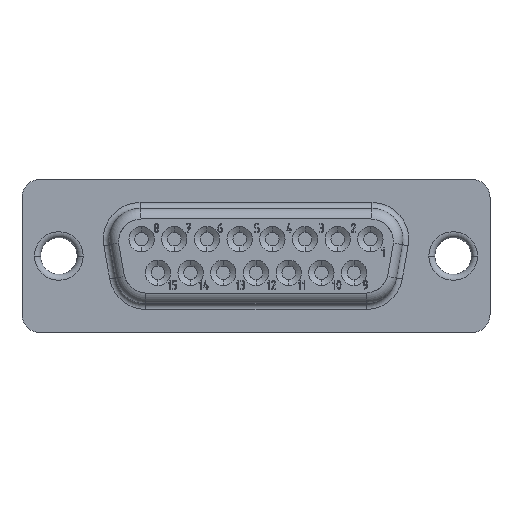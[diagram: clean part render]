
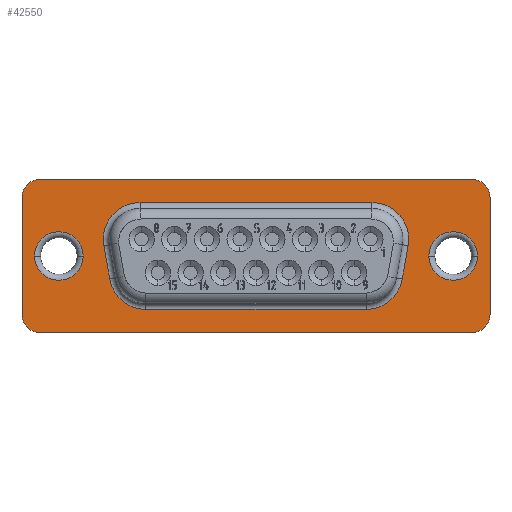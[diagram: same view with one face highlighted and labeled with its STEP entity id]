
A CAD part, front view. The second image highlights one B-rep face of the part: STEP entity #42550.
In plain terms, the highlighted face is planar.
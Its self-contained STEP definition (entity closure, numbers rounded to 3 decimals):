
#2830=CARTESIAN_POINT('',(-216.595,208.102,0.66));
#2840=DIRECTION('',(0.,0.,1.));
#2850=DIRECTION('',(-1.,0.,0.));
#2860=AXIS2_PLACEMENT_3D('',#2830,#2840,#2850);
#2870=PLANE('',#2860);
#9170=CARTESIAN_POINT('',(-210.971,216.137,0.66));
#9180=VERTEX_POINT('',#9170);
#9210=CARTESIAN_POINT('',(-194.125,216.137,0.66));
#9220=DIRECTION('',(1.,0.,0.));
#9230=VECTOR('',#9220,1.);
#9240=LINE('',#9210,#9230);
#9250=CARTESIAN_POINT('',(-220.901,216.137,0.66));
#9260=VERTEX_POINT('',#9250);
#9270=EDGE_CURVE('',#9260,#9180,#9240,.T.);
#10640=CARTESIAN_POINT('',(-209.471,214.637,0.66));
#10650=VERTEX_POINT('',#10640);
#10820=CARTESIAN_POINT('',(-209.471,178.117,0.66));
#10830=VERTEX_POINT('',#10820);
#10860=CARTESIAN_POINT('',(-209.471,175.246,
0.66));
#10870=DIRECTION('',(0.,-1.,0.));
#10880=VECTOR('',#10870,1.);
#10890=LINE('',#10860,#10880);
#10900=EDGE_CURVE('',#10650,#10830,#10890,.T.);
#16700=CARTESIAN_POINT('',(-220.901,214.637,0.66));
#16710=DIRECTION('',(0.,0.,1.));
#16720=DIRECTION('',(1.,0.,0.));
#16730=AXIS2_PLACEMENT_3D('',#16700,#16710,#16720);
#16740=CIRCLE('',#16730,1.5);
#16750=CARTESIAN_POINT('',(-222.401,214.637,0.66));
#16760=VERTEX_POINT('',#16750);
#16770=EDGE_CURVE('',#9260,#16760,#16740,.T.);
#17380=CARTESIAN_POINT('',(-222.401,178.117,0.66));
#17390=VERTEX_POINT('',#17380);
#17420=CARTESIAN_POINT('',(-220.901,178.117,0.66));
#17430=DIRECTION('',(0.,0.,-1.));
#17440=DIRECTION('',(-1.,0.,0.));
#17450=AXIS2_PLACEMENT_3D('',#17420,#17430,#17440);
#17460=CIRCLE('',#17450,1.5);
#17470=CARTESIAN_POINT('',(-220.901,176.617,0.66));
#17480=VERTEX_POINT('',#17470);
#17490=EDGE_CURVE('',#17480,#17390,#17460,.T.);
#17720=CARTESIAN_POINT('',(-194.125,176.617,
0.66));
#17730=DIRECTION('',(-1.,0.,0.));
#17740=VECTOR('',#17730,1.);
#17750=LINE('',#17720,#17740);
#17760=CARTESIAN_POINT('',(-210.971,176.617,0.66));
#17770=VERTEX_POINT('',#17760);
#17780=EDGE_CURVE('',#17770,#17480,#17750,.T.);
#41200=CARTESIAN_POINT('',(-215.936,179.727,0.66));
#41210=DIRECTION('',(0.,0.,1.));
#41220=DIRECTION('',(0.,1.,0.));
#41230=AXIS2_PLACEMENT_3D('',#41200,#41210,#41220);
#41240=CIRCLE('',#41230,2.05);
#41250=CARTESIAN_POINT('',(-217.986,179.727,0.66));
#41260=VERTEX_POINT('',#41250);
#41270=CARTESIAN_POINT('',(-215.936,177.677,0.66));
#41280=VERTEX_POINT('',#41270);
#41290=EDGE_CURVE('',#41260,#41280,#41240,.T.);
#41300=ORIENTED_EDGE('',*,*,#41290,.F.);
#41310=CARTESIAN_POINT('',(-215.936,181.777,0.66));
#41320=VERTEX_POINT('',#41310);
#41330=EDGE_CURVE('',#41280,#41320,#41240,.T.);
#41340=ORIENTED_EDGE('',*,*,#41330,.F.);
#41350=EDGE_CURVE('',#41320,#41260,#41240,.T.);
#41360=ORIENTED_EDGE('',*,*,#41350,.F.);
#41370=EDGE_LOOP('',(#41360,#41340,#41300));
#41380=FACE_BOUND('',#41370,.T.);
#41390=CARTESIAN_POINT('',(-217.346,187.08,0.66));
#41400=DIRECTION('',(0.,0.,-1.));
#41410=DIRECTION('',(-1.,0.,0.));
#41420=AXIS2_PLACEMENT_3D('',#41390,#41400,#41410);
#41430=CIRCLE('',#41420,3.1);
#41440=CARTESIAN_POINT('',(-217.884,184.027,0.66));
#41450=VERTEX_POINT('',#41440);
#41460=CARTESIAN_POINT('',(-220.446,187.08,0.66));
#41470=VERTEX_POINT('',#41460);
#41480=EDGE_CURVE('',#41450,#41470,#41430,.T.);
#41490=ORIENTED_EDGE('',*,*,#41480,.T.);
#41500=CARTESIAN_POINT('',(-194.125,179.837,0.66));
#41510=DIRECTION('',(-0.985,0.174,0.));
#41520=VECTOR('',#41510,1.);
#41530=LINE('',#41500,#41520);
#41540=CARTESIAN_POINT('',(-215.064,183.529,0.66));
#41550=VERTEX_POINT('',#41540);
#41560=EDGE_CURVE('',#41550,#41450,#41530,.T.);
#41570=ORIENTED_EDGE('',*,*,#41560,.T.);
#41580=CARTESIAN_POINT('',(-214.526,186.582,0.66));
#41590=DIRECTION('',(0.,0.,1.));
#41600=DIRECTION('',(1.,0.,0.));
#41610=AXIS2_PLACEMENT_3D('',#41580,#41590,#41600);
#41620=CIRCLE('',#41610,3.1);
#41630=CARTESIAN_POINT('',(-211.426,186.582,0.66));
#41640=VERTEX_POINT('',#41630);
#41650=EDGE_CURVE('',#41550,#41640,#41620,.T.);
#41660=ORIENTED_EDGE('',*,*,#41650,.F.);
#41670=CARTESIAN_POINT('',(-211.426,175.246,0.66));
#41680=DIRECTION('',(0.,1.,0.));
#41690=VECTOR('',#41680,1.);
#41700=LINE('',#41670,#41690);
#41710=CARTESIAN_POINT('',(-211.426,206.172,0.66));
#41720=VERTEX_POINT('',#41710);
#41730=EDGE_CURVE('',#41640,#41720,#41700,.T.);
#41740=ORIENTED_EDGE('',*,*,#41730,.F.);
#41750=CARTESIAN_POINT('',(-214.526,206.172,0.66));
#41760=DIRECTION('',(0.,0.,1.));
#41770=DIRECTION('',(1.,0.,0.));
#41780=AXIS2_PLACEMENT_3D('',#41750,#41760,#41770);
#41790=CIRCLE('',#41780,3.1);
#41800=CARTESIAN_POINT('',(-215.064,209.225,0.66));
#41810=VERTEX_POINT('',#41800);
#41820=EDGE_CURVE('',#41720,#41810,#41790,.T.);
#41830=ORIENTED_EDGE('',*,*,#41820,.F.);
#41840=CARTESIAN_POINT('',(-194.125,212.917,0.66));
#41850=DIRECTION('',(0.985,0.174,0.));
#41860=VECTOR('',#41850,1.);
#41870=LINE('',#41840,#41860);
#41880=CARTESIAN_POINT('',(-217.884,208.728,0.66));
#41890=VERTEX_POINT('',#41880);
#41900=EDGE_CURVE('',#41890,#41810,#41870,.T.);
#41910=ORIENTED_EDGE('',*,*,#41900,.T.);
#41920=CARTESIAN_POINT('',(-217.346,205.675,0.66));
#41930=DIRECTION('',(0.,0.,-1.));
#41940=DIRECTION('',(-1.,0.,0.));
#41950=AXIS2_PLACEMENT_3D('',#41920,#41930,#41940);
#41960=CIRCLE('',#41950,3.1);
#41970=CARTESIAN_POINT('',(-220.446,205.675,0.66));
#41980=VERTEX_POINT('',#41970);
#41990=EDGE_CURVE('',#41980,#41890,#41960,.T.);
#42000=ORIENTED_EDGE('',*,*,#41990,.T.);
#42010=CARTESIAN_POINT('',(-220.446,175.246,0.66));
#42020=DIRECTION('',(0.,-1.,0.));
#42030=VECTOR('',#42020,1.);
#42040=LINE('',#42010,#42030);
#42050=EDGE_CURVE('',#41980,#41470,#42040,.T.);
#42060=ORIENTED_EDGE('',*,*,#42050,.F.);
#42070=EDGE_LOOP('',(#42060,#42000,#41910,#41830,#41740,#41660,#41570,
#41490));
#42080=FACE_BOUND('',#42070,.T.);
#42090=CARTESIAN_POINT('',(-215.936,213.027,0.66));
#42100=DIRECTION('',(0.,0.,1.));
#42110=DIRECTION('',(0.,1.,0.));
#42120=AXIS2_PLACEMENT_3D('',#42090,#42100,#42110);
#42130=CIRCLE('',#42120,2.05);
#42140=CARTESIAN_POINT('',(-217.986,213.027,0.66));
#42150=VERTEX_POINT('',#42140);
#42160=CARTESIAN_POINT('',(-215.936,210.977,0.66));
#42170=VERTEX_POINT('',#42160);
#42180=EDGE_CURVE('',#42150,#42170,#42130,.T.);
#42190=ORIENTED_EDGE('',*,*,#42180,.F.);
#42200=CARTESIAN_POINT('',(-215.936,215.077,0.66));
#42210=VERTEX_POINT('',#42200);
#42220=EDGE_CURVE('',#42170,#42210,#42130,.T.);
#42230=ORIENTED_EDGE('',*,*,#42220,.F.);
#42240=EDGE_CURVE('',#42210,#42150,#42130,.T.);
#42250=ORIENTED_EDGE('',*,*,#42240,.F.);
#42260=EDGE_LOOP('',(#42250,#42230,#42190));
#42270=FACE_BOUND('',#42260,.T.);
#42280=ORIENTED_EDGE('',*,*,#16770,.T.);
#42290=ORIENTED_EDGE('',*,*,#9270,.F.);
#42300=CARTESIAN_POINT('',(-210.971,214.637,0.66));
#42310=DIRECTION('',(0.,0.,-1.));
#42320=DIRECTION('',(-1.,0.,0.));
#42330=AXIS2_PLACEMENT_3D('',#42300,#42310,#42320);
#42340=CIRCLE('',#42330,1.5);
#42350=EDGE_CURVE('',#9180,#10650,#42340,.T.);
#42360=ORIENTED_EDGE('',*,*,#42350,.F.);
#42370=ORIENTED_EDGE('',*,*,#10900,.F.);
#42380=CARTESIAN_POINT('',(-210.971,178.117,0.66));
#42390=DIRECTION('',(0.,0.,1.));
#42400=DIRECTION('',(1.,0.,0.));
#42410=AXIS2_PLACEMENT_3D('',#42380,#42390,#42400);
#42420=CIRCLE('',#42410,1.5);
#42430=EDGE_CURVE('',#17770,#10830,#42420,.T.);
#42440=ORIENTED_EDGE('',*,*,#42430,.T.);
#42450=ORIENTED_EDGE('',*,*,#17780,.F.);
#42460=ORIENTED_EDGE('',*,*,#17490,.F.);
#42470=CARTESIAN_POINT('',(-222.401,175.246,0.66));
#42480=DIRECTION('',(0.,-1.,0.));
#42490=VECTOR('',#42480,1.);
#42500=LINE('',#42470,#42490);
#42510=EDGE_CURVE('',#16760,#17390,#42500,.T.);
#42520=ORIENTED_EDGE('',*,*,#42510,.T.);
#42530=EDGE_LOOP('',(#42520,#42460,#42450,#42440,#42370,#42360,#42290,
#42280));
#42540=FACE_OUTER_BOUND('',#42530,.T.);
#42550=ADVANCED_FACE('',(#41380,#42080,#42270,#42540),#2870,.T.);
